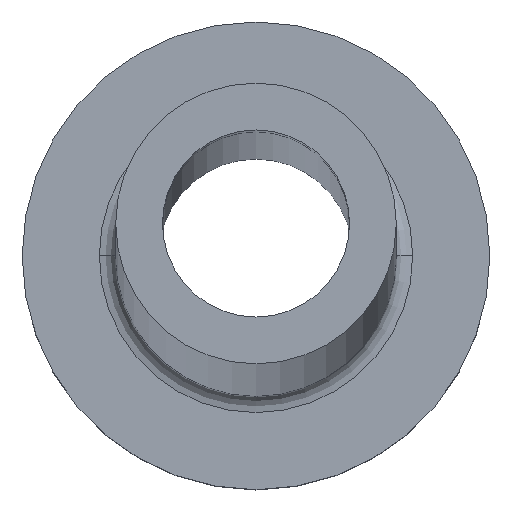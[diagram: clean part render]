
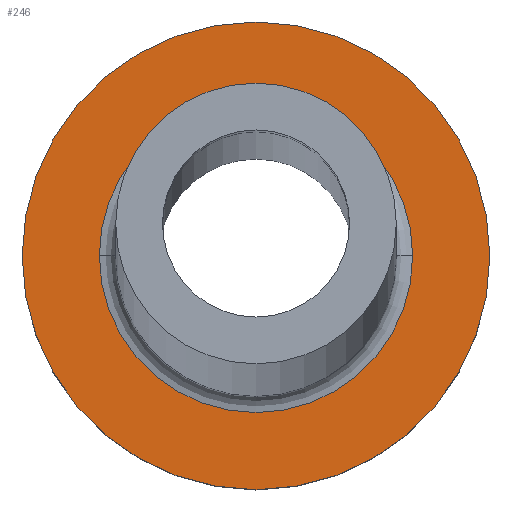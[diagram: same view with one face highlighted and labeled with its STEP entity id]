
A CAD part, top view. The second image highlights one B-rep face of the part: STEP entity #246.
In plain terms, the highlighted planar face has unit normal (0, 0, 1).
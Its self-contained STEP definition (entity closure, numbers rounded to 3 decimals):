
#5 = FACE_BOUND ( 'NONE', #322, .T. ) ;
#22 = DIRECTION ( 'NONE',  ( 0., 0., -1. ) ) ;
#50 = DIRECTION ( 'NONE',  ( 1., 0., 0. ) ) ;
#57 = VERTEX_POINT ( 'NONE', #352 ) ;
#60 = ORIENTED_EDGE ( 'NONE', *, *, #308, .T. ) ;
#62 = DIRECTION ( 'NONE',  ( 0., 0., 1. ) ) ;
#94 = AXIS2_PLACEMENT_3D ( 'NONE', #97, #273, #424 ) ;
#97 = CARTESIAN_POINT ( 'NONE',  ( 0., 0., 7. ) ) ;
#101 = EDGE_LOOP ( 'NONE', ( #156, #131 ) ) ;
#102 = CIRCLE ( 'NONE', #434, 6.7 ) ;
#107 = VERTEX_POINT ( 'NONE', #217 ) ;
#115 = ORIENTED_EDGE ( 'NONE', *, *, #262, .T. ) ;
#121 = FACE_OUTER_BOUND ( 'NONE', #101, .T. ) ;
#131 = ORIENTED_EDGE ( 'NONE', *, *, #430, .T. ) ;
#135 = CARTESIAN_POINT ( 'NONE',  ( -6.7, 0., 7. ) ) ;
#156 = ORIENTED_EDGE ( 'NONE', *, *, #408, .T. ) ;
#159 = DIRECTION ( 'NONE',  ( 0., 0., 1. ) ) ;
#165 = DIRECTION ( 'NONE',  ( 1., 0., 0. ) ) ;
#200 = DIRECTION ( 'NONE',  ( 0., 0., -1. ) ) ;
#217 = CARTESIAN_POINT ( 'NONE',  ( 10., 0., 7. ) ) ;
#229 = CIRCLE ( 'NONE', #325, 10. ) ;
#237 = DIRECTION ( 'NONE',  ( 1., 0., 0. ) ) ;
#246 = ADVANCED_FACE ( 'NONE', ( #5, #121 ), #295, .T. ) ;
#261 = DIRECTION ( 'NONE',  ( 1., 0., 0. ) ) ;
#262 = EDGE_CURVE ( 'NONE', #57, #422, #102, .T. ) ;
#273 = DIRECTION ( 'NONE',  ( 0., 0., 1. ) ) ;
#295 = PLANE ( 'NONE',  #368 ) ;
#302 = CARTESIAN_POINT ( 'NONE',  ( 0., 0., 7. ) ) ;
#308 = EDGE_CURVE ( 'NONE', #422, #57, #337, .T. ) ;
#322 = EDGE_LOOP ( 'NONE', ( #115, #60 ) ) ;
#325 = AXIS2_PLACEMENT_3D ( 'NONE', #380, #62, #237 ) ;
#332 = CARTESIAN_POINT ( 'NONE',  ( -10., 0., 7. ) ) ;
#333 = CARTESIAN_POINT ( 'NONE',  ( 0., 0., 7. ) ) ;
#337 = CIRCLE ( 'NONE', #401, 6.7 ) ;
#352 = CARTESIAN_POINT ( 'NONE',  ( 6.7, 0., 7. ) ) ;
#368 = AXIS2_PLACEMENT_3D ( 'NONE', #333, #159, #50 ) ;
#369 = CIRCLE ( 'NONE', #94, 10. ) ;
#380 = CARTESIAN_POINT ( 'NONE',  ( 0., 0., 7. ) ) ;
#389 = VERTEX_POINT ( 'NONE', #332 ) ;
#401 = AXIS2_PLACEMENT_3D ( 'NONE', #409, #22, #261 ) ;
#408 = EDGE_CURVE ( 'NONE', #389, #107, #369, .T. ) ;
#409 = CARTESIAN_POINT ( 'NONE',  ( 0., 0., 7. ) ) ;
#422 = VERTEX_POINT ( 'NONE', #135 ) ;
#424 = DIRECTION ( 'NONE',  ( 1., 0., 0. ) ) ;
#430 = EDGE_CURVE ( 'NONE', #107, #389, #229, .T. ) ;
#434 = AXIS2_PLACEMENT_3D ( 'NONE', #302, #200, #165 ) ;
